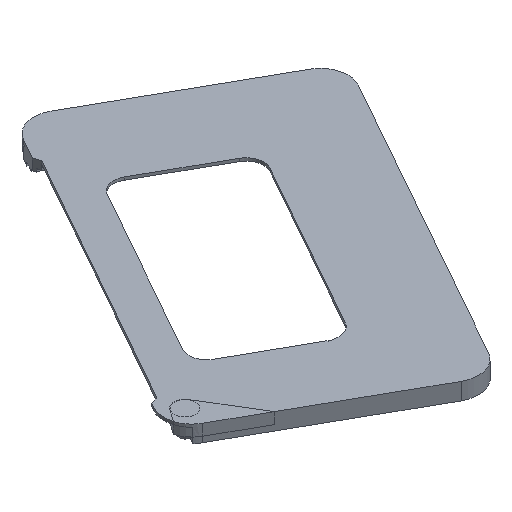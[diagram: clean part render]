
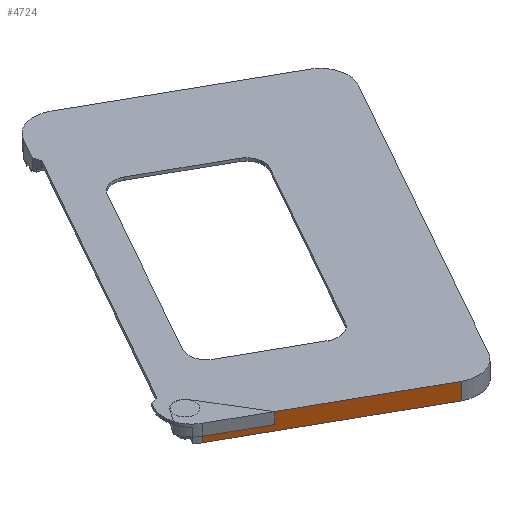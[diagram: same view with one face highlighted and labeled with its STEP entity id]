
A CAD part, isometric view. The second image highlights one B-rep face of the part: STEP entity #4724.
In plain terms, the highlighted planar face has unit normal (-0.49, -0.872, 0).
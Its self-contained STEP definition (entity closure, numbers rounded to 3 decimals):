
#166 = PLANE('',#167);
#167 = AXIS2_PLACEMENT_3D('',#168,#169,#170);
#168 = CARTESIAN_POINT('',(50.02,29.82,6.4));
#169 = DIRECTION('',(0.,0.,1.));
#170 = DIRECTION('',(1.,0.,0.));
#617 = VERTEX_POINT('',#618);
#618 = CARTESIAN_POINT('',(-1.196,-6.211,3.2));
#632 = PLANE('',#633);
#633 = AXIS2_PLACEMENT_3D('',#634,#635,#636);
#634 = CARTESIAN_POINT('',(-1.196,-6.211,1.6));
#635 = DIRECTION('',(0.49,0.872,0.));
#636 = DIRECTION('',(0.872,-0.49,0.));
#661 = CYLINDRICAL_SURFACE('',#662,8.);
#662 = AXIS2_PLACEMENT_3D('',#663,#664,#665);
#663 = CARTESIAN_POINT('',(2.723,0.764,1.6));
#664 = DIRECTION('',(-0.,-0.,-1.));
#665 = DIRECTION('',(1.,0.,0.));
#769 = VERTEX_POINT('',#770);
#770 = CARTESIAN_POINT('',(11.887,-13.562,6.4));
#791 = EDGE_CURVE('',#769,#792,#794,.T.);
#792 = VERTEX_POINT('',#793);
#793 = CARTESIAN_POINT('',(45.882,-32.663,6.4));
#794 = SURFACE_CURVE('',#795,(#799,#806),.PCURVE_S1.);
#795 = LINE('',#796,#797);
#796 = CARTESIAN_POINT('',(-1.196,-6.211,6.4));
#797 = VECTOR('',#798,1.);
#798 = DIRECTION('',(0.872,-0.49,0.));
#799 = PCURVE('',#166,#800);
#800 = DEFINITIONAL_REPRESENTATION('',(#801),#805);
#801 = LINE('',#802,#803);
#802 = CARTESIAN_POINT('',(-51.215,-36.031));
#803 = VECTOR('',#804,1.);
#804 = DIRECTION('',(0.872,-0.49));
#805 = ( GEOMETRIC_REPRESENTATION_CONTEXT(2) 
PARAMETRIC_REPRESENTATION_CONTEXT() REPRESENTATION_CONTEXT('2D SPACE',''
  ) );
#806 = PCURVE('',#807,#812);
#807 = PLANE('',#808);
#808 = AXIS2_PLACEMENT_3D('',#809,#810,#811);
#809 = CARTESIAN_POINT('',(-1.196,-6.211,1.6));
#810 = DIRECTION('',(0.49,0.872,0.));
#811 = DIRECTION('',(0.872,-0.49,0.));
#812 = DEFINITIONAL_REPRESENTATION('',(#813),#817);
#813 = LINE('',#814,#815);
#814 = CARTESIAN_POINT('',(0.,-4.8));
#815 = VECTOR('',#816,1.);
#816 = DIRECTION('',(1.,0.));
#817 = ( GEOMETRIC_REPRESENTATION_CONTEXT(2) 
PARAMETRIC_REPRESENTATION_CONTEXT() REPRESENTATION_CONTEXT('2D SPACE',''
  ) );
#836 = CYLINDRICAL_SURFACE('',#837,8.);
#837 = AXIS2_PLACEMENT_3D('',#838,#839,#840);
#838 = CARTESIAN_POINT('',(49.801,-25.688,1.6));
#839 = DIRECTION('',(-0.,-0.,-1.));
#840 = DIRECTION('',(1.,0.,0.));
#1823 = PLANE('',#1824);
#1824 = AXIS2_PLACEMENT_3D('',#1825,#1826,#1827);
#1825 = CARTESIAN_POINT('',(50.02,29.82,1.6));
#1826 = DIRECTION('',(0.,0.,1.));
#1827 = DIRECTION('',(1.,0.,0.));
#2647 = EDGE_CURVE('',#2648,#617,#2650,.T.);
#2648 = VERTEX_POINT('',#2649);
#2649 = CARTESIAN_POINT('',(-1.196,-6.211,1.6));
#2650 = SURFACE_CURVE('',#2651,(#2655,#2662),.PCURVE_S1.);
#2651 = LINE('',#2652,#2653);
#2652 = CARTESIAN_POINT('',(-1.196,-6.211,1.6));
#2653 = VECTOR('',#2654,1.);
#2654 = DIRECTION('',(0.,0.,1.));
#2655 = PCURVE('',#661,#2656);
#2656 = DEFINITIONAL_REPRESENTATION('',(#2657),#2661);
#2657 = LINE('',#2658,#2659);
#2658 = CARTESIAN_POINT('',(-4.2,0.));
#2659 = VECTOR('',#2660,1.);
#2660 = DIRECTION('',(-0.,-1.));
#2661 = ( GEOMETRIC_REPRESENTATION_CONTEXT(2) 
PARAMETRIC_REPRESENTATION_CONTEXT() REPRESENTATION_CONTEXT('2D SPACE',''
  ) );
#2662 = PCURVE('',#807,#2663);
#2663 = DEFINITIONAL_REPRESENTATION('',(#2664),#2668);
#2664 = LINE('',#2665,#2666);
#2665 = CARTESIAN_POINT('',(0.,0.));
#2666 = VECTOR('',#2667,1.);
#2667 = DIRECTION('',(0.,-1.));
#2668 = ( GEOMETRIC_REPRESENTATION_CONTEXT(2) 
PARAMETRIC_REPRESENTATION_CONTEXT() REPRESENTATION_CONTEXT('2D SPACE',''
  ) );
#2695 = EDGE_CURVE('',#2696,#617,#2698,.T.);
#2696 = VERTEX_POINT('',#2697);
#2697 = CARTESIAN_POINT('',(11.887,-13.562,3.2));
#2698 = SURFACE_CURVE('',#2699,(#2703,#2710),.PCURVE_S1.);
#2699 = LINE('',#2700,#2701);
#2700 = CARTESIAN_POINT('',(11.887,-13.562,3.2));
#2701 = VECTOR('',#2702,1.);
#2702 = DIRECTION('',(-0.872,0.49,0.));
#2703 = PCURVE('',#632,#2704);
#2704 = DEFINITIONAL_REPRESENTATION('',(#2705),#2709);
#2705 = LINE('',#2706,#2707);
#2706 = CARTESIAN_POINT('',(15.007,-1.6));
#2707 = VECTOR('',#2708,1.);
#2708 = DIRECTION('',(-1.,0.));
#2709 = ( GEOMETRIC_REPRESENTATION_CONTEXT(2) 
PARAMETRIC_REPRESENTATION_CONTEXT() REPRESENTATION_CONTEXT('2D SPACE',''
  ) );
#2710 = PCURVE('',#807,#2711);
#2711 = DEFINITIONAL_REPRESENTATION('',(#2712),#2716);
#2712 = LINE('',#2713,#2714);
#2713 = CARTESIAN_POINT('',(15.007,-1.6));
#2714 = VECTOR('',#2715,1.);
#2715 = DIRECTION('',(-1.,0.));
#2716 = ( GEOMETRIC_REPRESENTATION_CONTEXT(2) 
PARAMETRIC_REPRESENTATION_CONTEXT() REPRESENTATION_CONTEXT('2D SPACE',''
  ) );
#2740 = EDGE_CURVE('',#2696,#769,#2741,.T.);
#2741 = SURFACE_CURVE('',#2742,(#2746,#2753),.PCURVE_S1.);
#2742 = LINE('',#2743,#2744);
#2743 = CARTESIAN_POINT('',(11.887,-13.562,3.2));
#2744 = VECTOR('',#2745,1.);
#2745 = DIRECTION('',(0.,0.,1.));
#2746 = PCURVE('',#632,#2747);
#2747 = DEFINITIONAL_REPRESENTATION('',(#2748),#2752);
#2748 = LINE('',#2749,#2750);
#2749 = CARTESIAN_POINT('',(15.007,-1.6));
#2750 = VECTOR('',#2751,1.);
#2751 = DIRECTION('',(0.,-1.));
#2752 = ( GEOMETRIC_REPRESENTATION_CONTEXT(2) 
PARAMETRIC_REPRESENTATION_CONTEXT() REPRESENTATION_CONTEXT('2D SPACE',''
  ) );
#2753 = PCURVE('',#807,#2754);
#2754 = DEFINITIONAL_REPRESENTATION('',(#2755),#2759);
#2755 = LINE('',#2756,#2757);
#2756 = CARTESIAN_POINT('',(15.007,-1.6));
#2757 = VECTOR('',#2758,1.);
#2758 = DIRECTION('',(0.,-1.));
#2759 = ( GEOMETRIC_REPRESENTATION_CONTEXT(2) 
PARAMETRIC_REPRESENTATION_CONTEXT() REPRESENTATION_CONTEXT('2D SPACE',''
  ) );
#4678 = EDGE_CURVE('',#4679,#792,#4681,.T.);
#4679 = VERTEX_POINT('',#4680);
#4680 = CARTESIAN_POINT('',(45.882,-32.663,1.6));
#4681 = SURFACE_CURVE('',#4682,(#4686,#4693),.PCURVE_S1.);
#4682 = LINE('',#4683,#4684);
#4683 = CARTESIAN_POINT('',(45.882,-32.663,1.6));
#4684 = VECTOR('',#4685,1.);
#4685 = DIRECTION('',(0.,0.,1.));
#4686 = PCURVE('',#836,#4687);
#4687 = DEFINITIONAL_REPRESENTATION('',(#4688),#4692);
#4688 = LINE('',#4689,#4690);
#4689 = CARTESIAN_POINT('',(-4.2,0.));
#4690 = VECTOR('',#4691,1.);
#4691 = DIRECTION('',(-0.,-1.));
#4692 = ( GEOMETRIC_REPRESENTATION_CONTEXT(2) 
PARAMETRIC_REPRESENTATION_CONTEXT() REPRESENTATION_CONTEXT('2D SPACE',''
  ) );
#4693 = PCURVE('',#807,#4694);
#4694 = DEFINITIONAL_REPRESENTATION('',(#4695),#4699);
#4695 = LINE('',#4696,#4697);
#4696 = CARTESIAN_POINT('',(54.,0.));
#4697 = VECTOR('',#4698,1.);
#4698 = DIRECTION('',(0.,-1.));
#4699 = ( GEOMETRIC_REPRESENTATION_CONTEXT(2) 
PARAMETRIC_REPRESENTATION_CONTEXT() REPRESENTATION_CONTEXT('2D SPACE',''
  ) );
#4724 = ADVANCED_FACE('',(#4725),#807,.F.);
#4725 = FACE_BOUND('',#4726,.F.);
#4726 = EDGE_LOOP('',(#4727,#4748,#4749,#4750,#4751,#4752));
#4727 = ORIENTED_EDGE('',*,*,#4728,.F.);
#4728 = EDGE_CURVE('',#2648,#4679,#4729,.T.);
#4729 = SURFACE_CURVE('',#4730,(#4734,#4741),.PCURVE_S1.);
#4730 = LINE('',#4731,#4732);
#4731 = CARTESIAN_POINT('',(-1.196,-6.211,1.6));
#4732 = VECTOR('',#4733,1.);
#4733 = DIRECTION('',(0.872,-0.49,0.));
#4734 = PCURVE('',#807,#4735);
#4735 = DEFINITIONAL_REPRESENTATION('',(#4736),#4740);
#4736 = LINE('',#4737,#4738);
#4737 = CARTESIAN_POINT('',(0.,0.));
#4738 = VECTOR('',#4739,1.);
#4739 = DIRECTION('',(1.,0.));
#4740 = ( GEOMETRIC_REPRESENTATION_CONTEXT(2) 
PARAMETRIC_REPRESENTATION_CONTEXT() REPRESENTATION_CONTEXT('2D SPACE',''
  ) );
#4741 = PCURVE('',#1823,#4742);
#4742 = DEFINITIONAL_REPRESENTATION('',(#4743),#4747);
#4743 = LINE('',#4744,#4745);
#4744 = CARTESIAN_POINT('',(-51.215,-36.031));
#4745 = VECTOR('',#4746,1.);
#4746 = DIRECTION('',(0.872,-0.49));
#4747 = ( GEOMETRIC_REPRESENTATION_CONTEXT(2) 
PARAMETRIC_REPRESENTATION_CONTEXT() REPRESENTATION_CONTEXT('2D SPACE',''
  ) );
#4748 = ORIENTED_EDGE('',*,*,#2647,.T.);
#4749 = ORIENTED_EDGE('',*,*,#2695,.F.);
#4750 = ORIENTED_EDGE('',*,*,#2740,.T.);
#4751 = ORIENTED_EDGE('',*,*,#791,.T.);
#4752 = ORIENTED_EDGE('',*,*,#4678,.F.);
